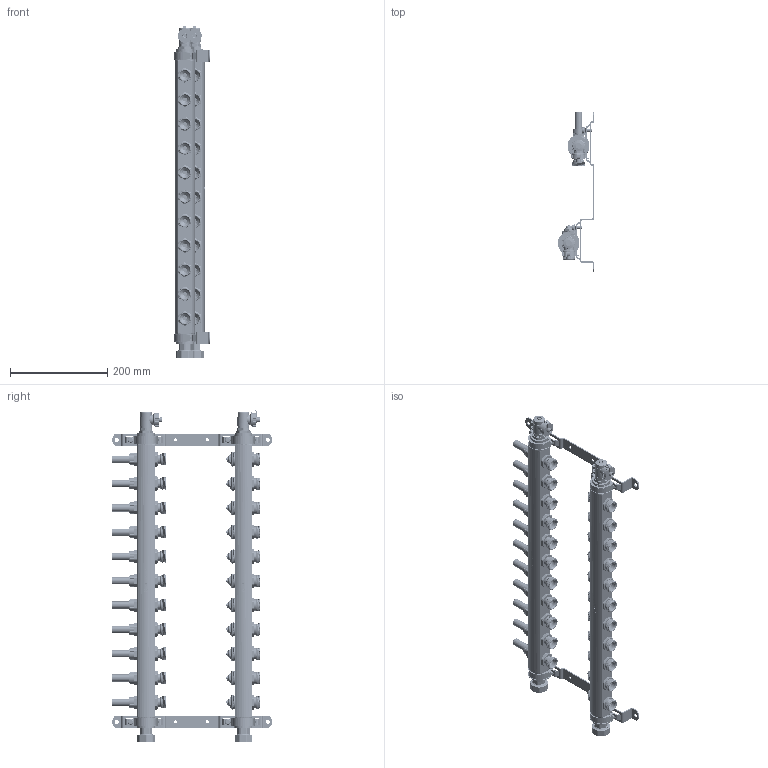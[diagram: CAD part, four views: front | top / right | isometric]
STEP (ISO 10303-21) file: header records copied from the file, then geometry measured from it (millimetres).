
FILE_DESCRIPTION((''),'2;1');
FILE_NAME('9340-11-800-VER-ASM_ASM','2016-10-25T',('marann'),(''),'PRO/ENGINEER BY PARAMETRIC TECHNOLOGY CORPORATION, 2011490','PRO/ENGINEER BY PARAMETRIC TECHNOLOGY CORPORATION, 2011490','');
FILE_SCHEMA(('CONFIG_CONTROL_DESIGN'));
Products named in the file (3): 9340-11-800_VEREINFAC_SW0001; 9321-005; 9340-11-800-VER-ASM_ASM
Assembly tree (3 placements, depth 2):
  9340-11-800-VER-ASM_ASM
    9340-11-800_VEREINFAC_SW0001
    9321-005  x2
Bounding box: 74.75 x 329.7 x 682.8 mm (x, y, z)
Volume: 824734.5 mm3; surface area: 613865.3 mm2
Topology: 11 solids, 15 shells, 6506 faces, 16694 edges, 10492 vertices
Faces by surface type: cylinder 2412, plane 2204, bspline 842, cone 692, torus 356
Entity records: 307941 total; most frequent: CARTESIAN_POINT 155603, ORIENTED_EDGE 33132, DIRECTION 30653, EDGE_CURVE 16570, AXIS2_PLACEMENT_3D 11905, VERTEX_POINT 10414, EDGE_LOOP 6904, VECTOR 6843
